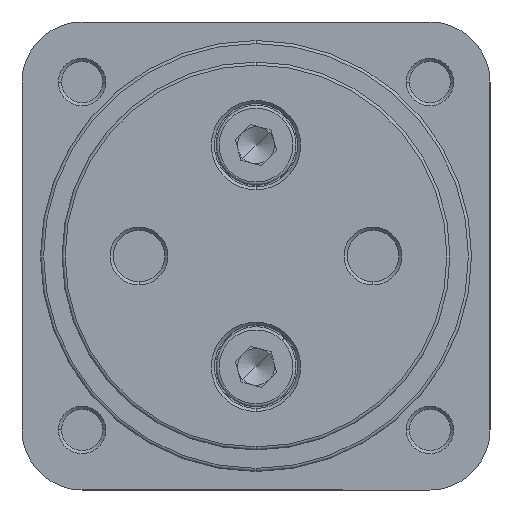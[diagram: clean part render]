
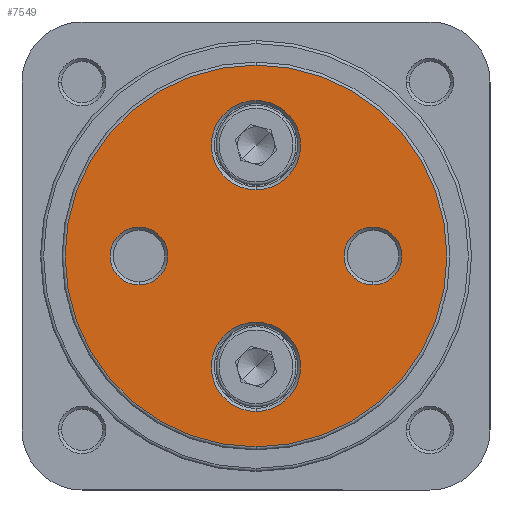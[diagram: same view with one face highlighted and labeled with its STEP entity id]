
A CAD part, left-side view. The second image highlights one B-rep face of the part: STEP entity #7549.
In plain terms, the highlighted planar face has unit normal (-1, 0, 0).
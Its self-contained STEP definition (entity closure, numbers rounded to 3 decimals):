
#114 = CARTESIAN_POINT ( 'NONE',  ( 0., 0., 31. ) ) ;
#115 = CARTESIAN_POINT ( 'NONE',  ( 0., 0., -31. ) ) ;
#139 = CARTESIAN_POINT ( 'NONE',  ( 0., 0., 10.75 ) ) ;
#141 = CARTESIAN_POINT ( 'NONE',  ( 0., 0., 25.25 ) ) ;
#146 = CARTESIAN_POINT ( 'NONE',  ( 0., 0., -25.25 ) ) ;
#148 = CARTESIAN_POINT ( 'NONE',  ( 0., 0., -10.75 ) ) ;
#196 = CARTESIAN_POINT ( 'NONE',  ( 0., 19., -4.7 ) ) ;
#201 = CARTESIAN_POINT ( 'NONE',  ( 0., 19., 4.7 ) ) ;
#209 = CARTESIAN_POINT ( 'NONE',  ( 0., -19., -4.7 ) ) ;
#212 = CARTESIAN_POINT ( 'NONE',  ( 0., -19., 4.7 ) ) ;
#711 = VERTEX_POINT ( 'NONE', #212 ) ;
#712 = VERTEX_POINT ( 'NONE', #209 ) ;
#715 = VERTEX_POINT ( 'NONE', #201 ) ;
#716 = VERTEX_POINT ( 'NONE', #196 ) ;
#743 = VERTEX_POINT ( 'NONE', #148 ) ;
#744 = VERTEX_POINT ( 'NONE', #146 ) ;
#747 = VERTEX_POINT ( 'NONE', #141 ) ;
#748 = VERTEX_POINT ( 'NONE', #139 ) ;
#769 = VERTEX_POINT ( 'NONE', #115 ) ;
#770 = VERTEX_POINT ( 'NONE', #114 ) ;
#2198 = CIRCLE ( 'NONE', #3507, 4.7 ) ;
#2208 = CIRCLE ( 'NONE', #3531, 4.7 ) ;
#2661 = CIRCLE ( 'NONE', #3562, 4.7 ) ;
#2667 = CIRCLE ( 'NONE', #3570, 4.7 ) ;
#2668 = CIRCLE ( 'NONE', #3571, 7.25 ) ;
#2672 = CIRCLE ( 'NONE', #3575, 31. ) ;
#2673 = CIRCLE ( 'NONE', #3573, 7.25 ) ;
#2831 = CIRCLE ( 'NONE', #3628, 7.25 ) ;
#2833 = CIRCLE ( 'NONE', #3630, 7.25 ) ;
#2836 = ORIENTED_EDGE ( 'NONE', *, *, #3130, .T. ) ;
#2837 = ORIENTED_EDGE ( 'NONE', *, *, #3233, .T. ) ;
#2838 = ORIENTED_EDGE ( 'NONE', *, *, #3237, .T. ) ;
#2841 = ORIENTED_EDGE ( 'NONE', *, *, #2893, .T. ) ;
#2845 = ORIENTED_EDGE ( 'NONE', *, *, #2897, .T. ) ;
#2846 = ORIENTED_EDGE ( 'NONE', *, *, #3129, .T. ) ;
#2848 = ORIENTED_EDGE ( 'NONE', *, *, #3118, .T. ) ;
#2852 = ORIENTED_EDGE ( 'NONE', *, *, #3247, .T. ) ;
#2856 = ORIENTED_EDGE ( 'NONE', *, *, #3124, .T. ) ;
#2860 = ORIENTED_EDGE ( 'NONE', *, *, #3125, .T. ) ;
#2893 = EDGE_CURVE ( 'NONE', #711, #712, #2198, .T. ) ;
#2897 = EDGE_CURVE ( 'NONE', #715, #716, #2208, .T. ) ;
#3118 = EDGE_CURVE ( 'NONE', #712, #711, #2661, .T. ) ;
#3124 = EDGE_CURVE ( 'NONE', #716, #715, #2667, .T. ) ;
#3125 = EDGE_CURVE ( 'NONE', #748, #747, #2668, .T. ) ;
#3129 = EDGE_CURVE ( 'NONE', #769, #770, #2672, .T. ) ;
#3130 = EDGE_CURVE ( 'NONE', #744, #743, #2673, .T. ) ;
#3233 = EDGE_CURVE ( 'NONE', #743, #744, #2831, .T. ) ;
#3237 = EDGE_CURVE ( 'NONE', #747, #748, #2833, .T. ) ;
#3247 = EDGE_CURVE ( 'NONE', #770, #769, #5256, .T. ) ;
#3507 = AXIS2_PLACEMENT_3D ( 'NONE', #4198, #4199, #4200 ) ;
#3531 = AXIS2_PLACEMENT_3D ( 'NONE', #4208, #4209, #4210 ) ;
#3562 = AXIS2_PLACEMENT_3D ( 'NONE', #4683, #4685, #4686 ) ;
#3570 = AXIS2_PLACEMENT_3D ( 'NONE', #4696, #4703, #4704 ) ;
#3571 = AXIS2_PLACEMENT_3D ( 'NONE', #4699, #4705, #4706 ) ;
#3573 = AXIS2_PLACEMENT_3D ( 'NONE', #4719, #4720, #4721 ) ;
#3575 = AXIS2_PLACEMENT_3D ( 'NONE', #4711, #4717, #4718 ) ;
#3628 = AXIS2_PLACEMENT_3D ( 'NONE', #4976, #4977, #4978 ) ;
#3630 = AXIS2_PLACEMENT_3D ( 'NONE', #4987, #4988, #4989 ) ;
#3640 = AXIS2_PLACEMENT_3D ( 'NONE', #5012, #5019, #5020 ) ;
#3948 = EDGE_LOOP ( 'NONE', ( #2837, #2836 ) ) ;
#3983 = EDGE_LOOP ( 'NONE', ( #2838, #2860 ) ) ;
#3988 = EDGE_LOOP ( 'NONE', ( #2841, #2848 ) ) ;
#3991 = EDGE_LOOP ( 'NONE', ( #2845, #2856 ) ) ;
#3993 = EDGE_LOOP ( 'NONE', ( #2846, #2852 ) ) ;
#4198 = CARTESIAN_POINT ( 'NONE',  ( 0., -19., 0. ) ) ;
#4199 = DIRECTION ( 'NONE',  ( 1., 0., 0. ) ) ;
#4200 = DIRECTION ( 'NONE',  ( 0., 0., -1. ) ) ;
#4208 = CARTESIAN_POINT ( 'NONE',  ( 0., 19., 0. ) ) ;
#4209 = DIRECTION ( 'NONE',  ( 1., 0., 0. ) ) ;
#4210 = DIRECTION ( 'NONE',  ( 0., 0., -1. ) ) ;
#4683 = CARTESIAN_POINT ( 'NONE',  ( 0., -19., 0. ) ) ;
#4685 = DIRECTION ( 'NONE',  ( 1., 0., 0. ) ) ;
#4686 = DIRECTION ( 'NONE',  ( 0., 0., -1. ) ) ;
#4696 = CARTESIAN_POINT ( 'NONE',  ( 0., 19., 0. ) ) ;
#4699 = CARTESIAN_POINT ( 'NONE',  ( 0., 0., 18. ) ) ;
#4703 = DIRECTION ( 'NONE',  ( 1., 0., 0. ) ) ;
#4704 = DIRECTION ( 'NONE',  ( 0., 0., -1. ) ) ;
#4705 = DIRECTION ( 'NONE',  ( 1., 0., 0. ) ) ;
#4706 = DIRECTION ( 'NONE',  ( 0., 0., -1. ) ) ;
#4711 = CARTESIAN_POINT ( 'NONE',  ( 0., 0., 0. ) ) ;
#4717 = DIRECTION ( 'NONE',  ( -1., 0., 0. ) ) ;
#4718 = DIRECTION ( 'NONE',  ( 0., 0., -1. ) ) ;
#4719 = CARTESIAN_POINT ( 'NONE',  ( 0., 0., -18. ) ) ;
#4720 = DIRECTION ( 'NONE',  ( 1., 0., 0. ) ) ;
#4721 = DIRECTION ( 'NONE',  ( 0., 0., -1. ) ) ;
#4976 = CARTESIAN_POINT ( 'NONE',  ( 0., 0., -18. ) ) ;
#4977 = DIRECTION ( 'NONE',  ( 1., 0., 0. ) ) ;
#4978 = DIRECTION ( 'NONE',  ( 0., 0., -1. ) ) ;
#4987 = CARTESIAN_POINT ( 'NONE',  ( 0., 0., 18. ) ) ;
#4988 = DIRECTION ( 'NONE',  ( 1., 0., 0. ) ) ;
#4989 = DIRECTION ( 'NONE',  ( 0., 0., -1. ) ) ;
#5012 = CARTESIAN_POINT ( 'NONE',  ( 0., 0., 0. ) ) ;
#5019 = DIRECTION ( 'NONE',  ( -1., 0., 0. ) ) ;
#5020 = DIRECTION ( 'NONE',  ( 0., 0., -1. ) ) ;
#5256 = CIRCLE ( 'NONE', #3640, 31. ) ;
#6046 = FACE_BOUND ( 'NONE', #3948, .T. ) ;
#6048 = FACE_OUTER_BOUND ( 'NONE', #3993, .T. ) ;
#6049 = FACE_BOUND ( 'NONE', #3991, .T. ) ;
#6051 = FACE_BOUND ( 'NONE', #3983, .T. ) ;
#6053 = FACE_BOUND ( 'NONE', #3988, .T. ) ;
#7277 = PLANE ( 'NONE',  #7752 ) ;
#7284 = CARTESIAN_POINT ( 'NONE',  ( 0., 0., 0. ) ) ;
#7293 = DIRECTION ( 'NONE',  ( 1., 0., 0. ) ) ;
#7294 = DIRECTION ( 'NONE',  ( 0., 0., -1. ) ) ;
#7549 = ADVANCED_FACE ( 'NONE', ( #6048, #6046, #6051, #6053, #6049 ), #7277, .F. ) ;
#7752 = AXIS2_PLACEMENT_3D ( 'NONE', #7284, #7293, #7294 ) ;
